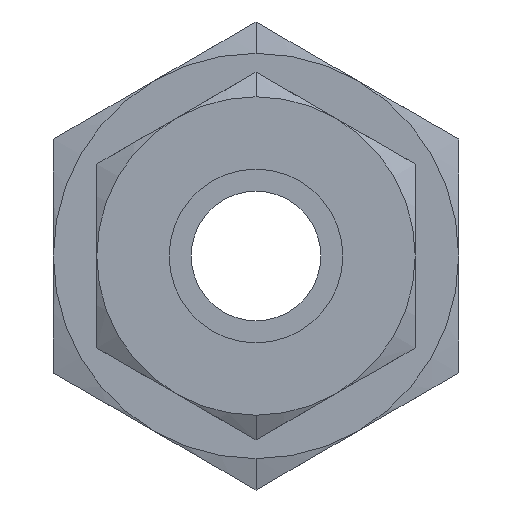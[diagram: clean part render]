
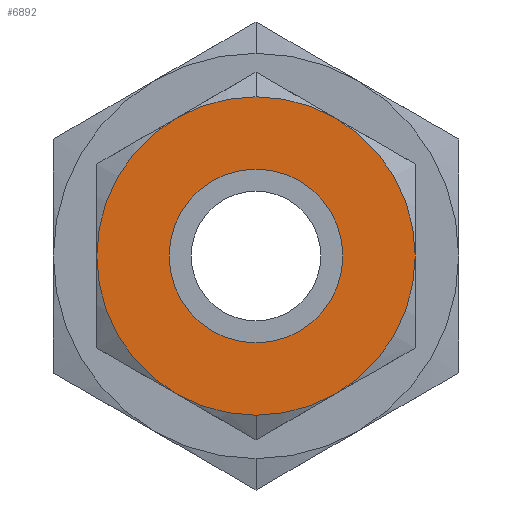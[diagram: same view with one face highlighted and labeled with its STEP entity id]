
A CAD part, left-side view. The second image highlights one B-rep face of the part: STEP entity #6892.
In plain terms, the highlighted planar face has unit normal (-1, 0, 0).
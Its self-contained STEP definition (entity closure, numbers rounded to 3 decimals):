
#287 = CARTESIAN_POINT ( 'NONE',  ( 0., 0., 0. ) ) ;
#349 = DIRECTION ( 'NONE',  ( 0., 0., 1. ) ) ;
#422 = EDGE_CURVE ( 'NONE', #6808, #7406, #5323, .T. ) ;
#434 = AXIS2_PLACEMENT_3D ( 'NONE', #5989, #4326, #7303 ) ;
#445 = ORIENTED_EDGE ( 'NONE', *, *, #2628, .T. ) ;
#460 = CARTESIAN_POINT ( 'NONE',  ( 0., 0., -8.73 ) ) ;
#724 = CARTESIAN_POINT ( 'NONE',  ( 0., 0., -4.76 ) ) ;
#783 = VERTEX_POINT ( 'NONE', #724 ) ;
#1525 = AXIS2_PLACEMENT_3D ( 'NONE', #287, #5469, #7254 ) ;
#1625 = CARTESIAN_POINT ( 'NONE',  ( 0., 0., 4.365 ) ) ;
#1819 = EDGE_LOOP ( 'NONE', ( #5622, #445 ) ) ;
#1937 = CARTESIAN_POINT ( 'NONE',  ( 0., 0., 8.73 ) ) ;
#2076 = FACE_OUTER_BOUND ( 'NONE', #3751, .T. ) ;
#2080 = AXIS2_PLACEMENT_3D ( 'NONE', #4233, #5902, #6504 ) ;
#2201 = DIRECTION ( 'NONE',  ( 1., 0., 0. ) ) ;
#2418 = ORIENTED_EDGE ( 'NONE', *, *, #422, .F. ) ;
#2628 = EDGE_CURVE ( 'NONE', #4044, #783, #5888, .T. ) ;
#3360 = PLANE ( 'NONE',  #5350 ) ;
#3443 = CIRCLE ( 'NONE', #434, 8.73 ) ;
#3751 = EDGE_LOOP ( 'NONE', ( #4055, #2418 ) ) ;
#3880 = FACE_BOUND ( 'NONE', #1819, .T. ) ;
#4044 = VERTEX_POINT ( 'NONE', #5294 ) ;
#4055 = ORIENTED_EDGE ( 'NONE', *, *, #7152, .F. ) ;
#4079 = EDGE_CURVE ( 'NONE', #783, #4044, #6190, .T. ) ;
#4233 = CARTESIAN_POINT ( 'NONE',  ( 0., 0., 0. ) ) ;
#4326 = DIRECTION ( 'NONE',  ( 1., 0., 0. ) ) ;
#4500 = DIRECTION ( 'NONE',  ( 0., 0., 1. ) ) ;
#5294 = CARTESIAN_POINT ( 'NONE',  ( 0., 0., 4.76 ) ) ;
#5323 = CIRCLE ( 'NONE', #2080, 8.73 ) ;
#5350 = AXIS2_PLACEMENT_3D ( 'NONE', #1625, #7241, #349 ) ;
#5469 = DIRECTION ( 'NONE',  ( 1., 0., 0. ) ) ;
#5622 = ORIENTED_EDGE ( 'NONE', *, *, #4079, .T. ) ;
#5888 = CIRCLE ( 'NONE', #6116, 4.76 ) ;
#5902 = DIRECTION ( 'NONE',  ( 1., 0., 0. ) ) ;
#5989 = CARTESIAN_POINT ( 'NONE',  ( 0., 0., 0. ) ) ;
#6116 = AXIS2_PLACEMENT_3D ( 'NONE', #6212, #2201, #4500 ) ;
#6190 = CIRCLE ( 'NONE', #1525, 4.76 ) ;
#6212 = CARTESIAN_POINT ( 'NONE',  ( 0., 0., 0. ) ) ;
#6504 = DIRECTION ( 'NONE',  ( 0., 0., -1. ) ) ;
#6808 = VERTEX_POINT ( 'NONE', #460 ) ;
#6892 = ADVANCED_FACE ( 'NONE', ( #3880, #2076 ), #3360, .T. ) ;
#7152 = EDGE_CURVE ( 'NONE', #7406, #6808, #3443, .T. ) ;
#7241 = DIRECTION ( 'NONE',  ( -1., 0., 0. ) ) ;
#7254 = DIRECTION ( 'NONE',  ( 0., 0., -1. ) ) ;
#7303 = DIRECTION ( 'NONE',  ( 0., 0., 1. ) ) ;
#7406 = VERTEX_POINT ( 'NONE', #1937 ) ;
